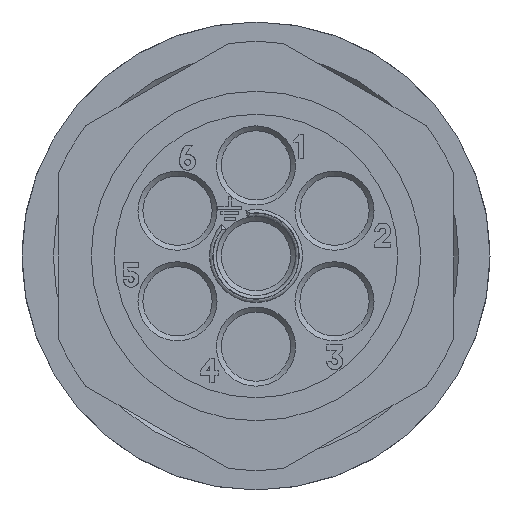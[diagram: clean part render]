
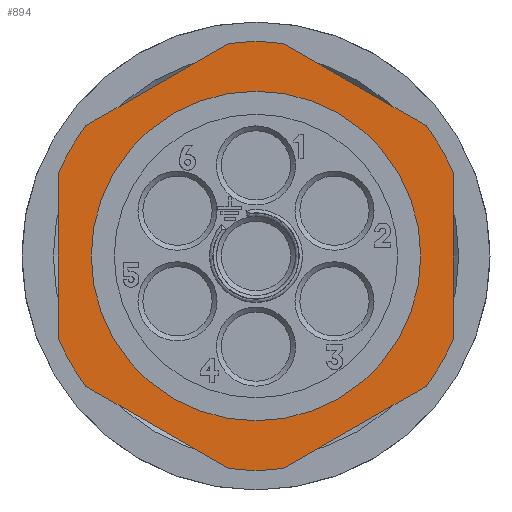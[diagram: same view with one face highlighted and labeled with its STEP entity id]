
A CAD part, front view. The second image highlights one B-rep face of the part: STEP entity #894.
In plain terms, the highlighted planar face has unit normal (0, -1, 0).
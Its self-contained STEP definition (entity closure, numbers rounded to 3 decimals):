
#108=FACE_BOUND('',#1578,.T.);
#109=FACE_BOUND('',#1579,.T.);
#415=CIRCLE('',#5630,13.);
#417=CIRCLE('',#5634,13.);
#419=CIRCLE('',#5638,13.);
#421=CIRCLE('',#5642,13.);
#423=CIRCLE('',#5646,13.);
#425=CIRCLE('',#5650,10.);
#426=CIRCLE('',#5651,13.);
#606=PLANE('',#5652);
#894=ADVANCED_FACE('',(#108,#109),#606,.T.);
#1578=EDGE_LOOP('',(#3495));
#1579=EDGE_LOOP('',(#3496,#3497,#3498,#3499,#3500,#3501,#3502,#3503,#3504,
#3505,#3506,#3507));
#1929=LINE('',#9426,#2351);
#1934=LINE('',#9441,#2356);
#1938=LINE('',#9453,#2360);
#1942=LINE('',#9465,#2364);
#1946=LINE('',#9477,#2368);
#1950=LINE('',#9489,#2372);
#2351=VECTOR('',#6595,1.);
#2356=VECTOR('',#6608,1.);
#2360=VECTOR('',#6620,1.);
#2364=VECTOR('',#6632,1.);
#2368=VECTOR('',#6644,1.);
#2372=VECTOR('',#6656,1.);
#3495=ORIENTED_EDGE('',*,*,#5013,.T.);
#3496=ORIENTED_EDGE('',*,*,#5010,.F.);
#3497=ORIENTED_EDGE('',*,*,#5014,.F.);
#3498=ORIENTED_EDGE('',*,*,#4979,.F.);
#3499=ORIENTED_EDGE('',*,*,#4983,.F.);
#3500=ORIENTED_EDGE('',*,*,#4986,.F.);
#3501=ORIENTED_EDGE('',*,*,#4989,.F.);
#3502=ORIENTED_EDGE('',*,*,#4992,.F.);
#3503=ORIENTED_EDGE('',*,*,#4995,.F.);
#3504=ORIENTED_EDGE('',*,*,#4998,.F.);
#3505=ORIENTED_EDGE('',*,*,#5001,.F.);
#3506=ORIENTED_EDGE('',*,*,#5004,.F.);
#3507=ORIENTED_EDGE('',*,*,#5007,.F.);
#4335=VERTEX_POINT('',#9427);
#4336=VERTEX_POINT('',#9428);
#4339=VERTEX_POINT('',#9436);
#4341=VERTEX_POINT('',#9442);
#4343=VERTEX_POINT('',#9448);
#4345=VERTEX_POINT('',#9454);
#4347=VERTEX_POINT('',#9460);
#4349=VERTEX_POINT('',#9466);
#4351=VERTEX_POINT('',#9472);
#4353=VERTEX_POINT('',#9478);
#4355=VERTEX_POINT('',#9484);
#4357=VERTEX_POINT('',#9490);
#4359=VERTEX_POINT('',#9496);
#4979=EDGE_CURVE('',#4335,#4336,#1929,.T.);
#4983=EDGE_CURVE('',#4339,#4335,#415,.T.);
#4986=EDGE_CURVE('',#4341,#4339,#1934,.T.);
#4989=EDGE_CURVE('',#4343,#4341,#417,.T.);
#4992=EDGE_CURVE('',#4345,#4343,#1938,.T.);
#4995=EDGE_CURVE('',#4347,#4345,#419,.T.);
#4998=EDGE_CURVE('',#4349,#4347,#1942,.T.);
#5001=EDGE_CURVE('',#4351,#4349,#421,.T.);
#5004=EDGE_CURVE('',#4353,#4351,#1946,.T.);
#5007=EDGE_CURVE('',#4355,#4353,#423,.T.);
#5010=EDGE_CURVE('',#4357,#4355,#1950,.T.);
#5013=EDGE_CURVE('',#4359,#4359,#425,.T.);
#5014=EDGE_CURVE('',#4336,#4357,#426,.T.);
#5630=AXIS2_PLACEMENT_3D('',#9435,#6601,#6602);
#5634=AXIS2_PLACEMENT_3D('',#9447,#6613,#6614);
#5638=AXIS2_PLACEMENT_3D('',#9459,#6625,#6626);
#5642=AXIS2_PLACEMENT_3D('',#9471,#6637,#6638);
#5646=AXIS2_PLACEMENT_3D('',#9483,#6649,#6650);
#5650=AXIS2_PLACEMENT_3D('',#9495,#6661,#6662);
#5651=AXIS2_PLACEMENT_3D('',#9497,#6663,#6664);
#5652=AXIS2_PLACEMENT_3D('',#9498,#6665,#6666);
#6595=DIRECTION('',(0.,0.,-1.));
#6601=DIRECTION('',(0.,1.,0.));
#6602=DIRECTION('',(0.794,0.,0.608));
#6608=DIRECTION('',(0.866,0.,-0.5));
#6613=DIRECTION('',(0.,1.,0.));
#6614=DIRECTION('',(-0.129,0.,0.992));
#6620=DIRECTION('',(0.866,0.,0.5));
#6625=DIRECTION('',(0.,1.,0.));
#6626=DIRECTION('',(-0.923,0.,0.385));
#6632=DIRECTION('',(0.,0.,1.));
#6637=DIRECTION('',(0.,1.,0.));
#6638=DIRECTION('',(-0.794,0.,-0.608));
#6644=DIRECTION('',(-0.866,0.,0.5));
#6649=DIRECTION('',(0.,1.,0.));
#6650=DIRECTION('',(0.129,0.,-0.992));
#6656=DIRECTION('',(-0.866,0.,-0.5));
#6661=DIRECTION('',(0.,1.,0.));
#6662=DIRECTION('',(0.,0.,-1.));
#6663=DIRECTION('',(0.,1.,0.));
#6664=DIRECTION('',(0.923,0.,-0.385));
#6665=DIRECTION('',(0.,-1.,0.));
#6666=DIRECTION('',(1.,0.,0.));
#9426=CARTESIAN_POINT('',(-20.937,6.8,18.218));
#9427=CARTESIAN_POINT('',(-20.937,6.8,18.218));
#9428=CARTESIAN_POINT('',(-20.937,6.8,8.218));
#9435=CARTESIAN_POINT('',(-32.937,6.8,13.218));
#9436=CARTESIAN_POINT('',(-22.615,6.8,21.121));
#9441=CARTESIAN_POINT('',(-31.259,6.8,26.11));
#9442=CARTESIAN_POINT('',(-31.259,6.8,26.11));
#9447=CARTESIAN_POINT('',(-32.937,6.8,13.218));
#9448=CARTESIAN_POINT('',(-34.615,6.8,26.11));
#9453=CARTESIAN_POINT('',(-43.259,6.8,21.121));
#9454=CARTESIAN_POINT('',(-43.259,6.8,21.121));
#9459=CARTESIAN_POINT('',(-32.937,6.8,13.218));
#9460=CARTESIAN_POINT('',(-44.937,6.8,18.218));
#9465=CARTESIAN_POINT('',(-44.937,6.8,8.218));
#9466=CARTESIAN_POINT('',(-44.937,6.8,8.218));
#9471=CARTESIAN_POINT('',(-32.937,6.8,13.218));
#9472=CARTESIAN_POINT('',(-43.259,6.8,5.316));
#9477=CARTESIAN_POINT('',(-34.615,6.8,0.327));
#9478=CARTESIAN_POINT('',(-34.615,6.8,0.327));
#9483=CARTESIAN_POINT('',(-32.937,6.8,13.218));
#9484=CARTESIAN_POINT('',(-31.259,6.8,0.327));
#9489=CARTESIAN_POINT('',(-22.615,6.8,5.316));
#9490=CARTESIAN_POINT('',(-22.615,6.8,5.316));
#9495=CARTESIAN_POINT('',(-32.937,6.8,13.218));
#9496=CARTESIAN_POINT('',(-32.937,6.8,3.218));
#9497=CARTESIAN_POINT('',(-32.937,6.8,13.218));
#9498=CARTESIAN_POINT('',(-46.137,6.8,-1.082));
